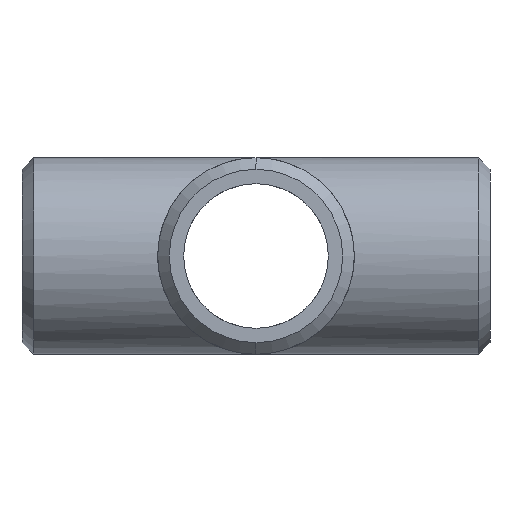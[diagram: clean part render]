
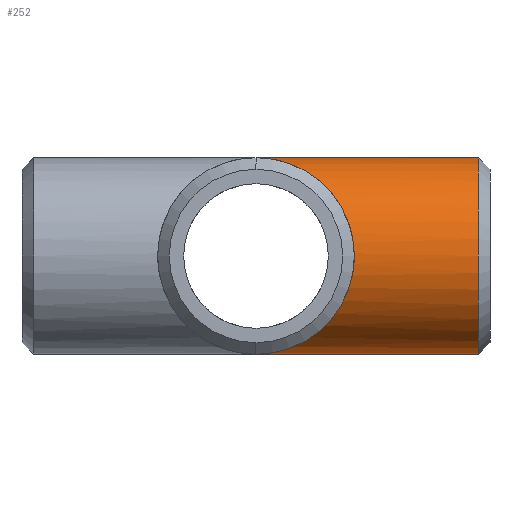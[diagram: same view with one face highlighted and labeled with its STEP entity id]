
A CAD part, left-side view. The second image highlights one B-rep face of the part: STEP entity #252.
In plain terms, the highlighted cylindrical face has radius 10.5 mm (diameter 21 mm), a partial arc.
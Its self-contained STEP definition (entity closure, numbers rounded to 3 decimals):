
#18 = DIRECTION ( 'NONE',  ( 0., 1., 0. ) ) ;
#24 = ORIENTED_EDGE ( 'NONE', *, *, #262, .F. ) ;
#60 = DIRECTION ( 'NONE',  ( 0., 1., 0. ) ) ;
#88 = DIRECTION ( 'NONE',  ( 0., 1., 0. ) ) ;
#96 = ORIENTED_EDGE ( 'NONE', *, *, #690, .T. ) ;
#102 = VERTEX_POINT ( 'NONE', #575 ) ;
#107 = CARTESIAN_POINT ( 'NONE',  ( 0., 0., -10.5 ) ) ;
#142 = ORIENTED_EDGE ( 'NONE', *, *, #749, .T. ) ;
#166 = VECTOR ( 'NONE', #60, 1000. ) ;
#178 = CIRCLE ( 'NONE', #634, 10.5 ) ;
#232 = ORIENTED_EDGE ( 'NONE', *, *, #445, .F. ) ;
#252 = ADVANCED_FACE ( 'NONE', ( #498 ), #744, .T. ) ;
#262 = EDGE_CURVE ( 'NONE', #102, #284, #715, .T. ) ;
#273 = VECTOR ( 'NONE', #705, 1000. ) ;
#279 = CARTESIAN_POINT ( 'NONE',  ( 0., -25., -10.5 ) ) ;
#284 = VERTEX_POINT ( 'NONE', #465 ) ;
#320 = CARTESIAN_POINT ( 'NONE',  ( 0., -23.757, 10.5 ) ) ;
#342 = DIRECTION ( 'NONE',  ( 0., 0., -1. ) ) ;
#385 = CARTESIAN_POINT ( 'NONE',  ( 0., 0., 10.5 ) ) ;
#437 = CARTESIAN_POINT ( 'NONE',  ( 0., 0., 10.5 ) ) ;
#443 = CARTESIAN_POINT ( 'NONE',  ( 0., -25., 0. ) ) ;
#445 = EDGE_CURVE ( 'NONE', #284, #602, #557, .T. ) ;
#465 = CARTESIAN_POINT ( 'NONE',  ( 0., 0., -10.5 ) ) ;
#484 = CARTESIAN_POINT ( 'NONE',  ( -21., -21., -10.5 ) ) ;
#498 = FACE_OUTER_BOUND ( 'NONE', #648, .T. ) ;
#499 = LINE ( 'NONE', #681, #166 ) ;
#538 = CARTESIAN_POINT ( 'NONE',  ( 0., -23.757, 0. ) ) ;
#557 =( BOUNDED_CURVE ( )  B_SPLINE_CURVE ( 3, ( #107, #484, #662, #437 ),
 .UNSPECIFIED., .F., .T. ) 
 B_SPLINE_CURVE_WITH_KNOTS ( ( 4, 4 ),
 ( 4.712, 7.854 ),
 .UNSPECIFIED. ) 
 CURVE ( )  GEOMETRIC_REPRESENTATION_ITEM ( )  RATIONAL_B_SPLINE_CURVE ( ( 1., 0.333, 0.333, 1. ) ) 
 REPRESENTATION_ITEM ( '' )  );
#575 = CARTESIAN_POINT ( 'NONE',  ( 0., -23.757, -10.5 ) ) ;
#591 = AXIS2_PLACEMENT_3D ( 'NONE', #443, #18, #342 ) ;
#602 = VERTEX_POINT ( 'NONE', #385 ) ;
#634 = AXIS2_PLACEMENT_3D ( 'NONE', #538, #88, #710 ) ;
#648 = EDGE_LOOP ( 'NONE', ( #142, #96, #232, #24 ) ) ;
#662 = CARTESIAN_POINT ( 'NONE',  ( -21., -21., 10.5 ) ) ;
#674 = VERTEX_POINT ( 'NONE', #320 ) ;
#681 = CARTESIAN_POINT ( 'NONE',  ( 0., -25., 10.5 ) ) ;
#690 = EDGE_CURVE ( 'NONE', #674, #602, #499, .T. ) ;
#705 = DIRECTION ( 'NONE',  ( 0., 1., 0. ) ) ;
#710 = DIRECTION ( 'NONE',  ( 0., 0., -1. ) ) ;
#715 = LINE ( 'NONE', #279, #273 ) ;
#744 = CYLINDRICAL_SURFACE ( 'NONE', #591, 10.5 ) ;
#749 = EDGE_CURVE ( 'NONE', #102, #674, #178, .T. ) ;
